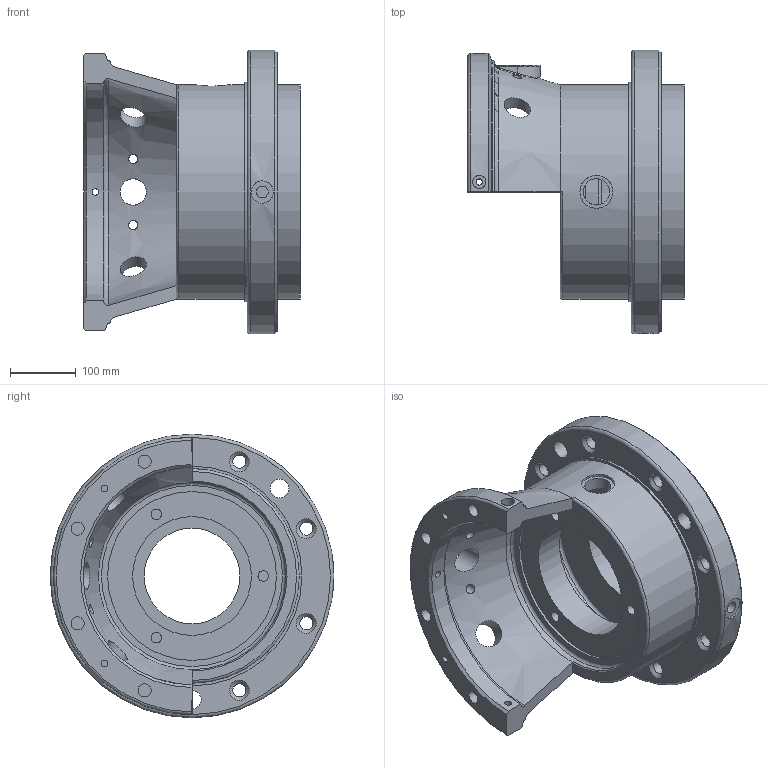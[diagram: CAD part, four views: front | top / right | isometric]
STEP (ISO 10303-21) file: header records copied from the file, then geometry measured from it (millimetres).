
FILE_DESCRIPTION(('STEP AP242'), '1');
FILE_NAME('33. Êîðïóñ êîíöåâîãî óïëîòíåíèÿ ñî ñòîðîíû âûêèäà', '', ('UNSPECIFIED'), ('UNSPECIFIED'), 'C3D Converter', 'C3D Toolkit', '');
FILE_SCHEMA(('AP242_MANAGED_MODEL_BASED_3D_ENGINEERING_MIM_LF { 1 0 10303 442 1 1 4 }'));
Length unit declared in the file: millimetre
Bounding box: 328 x 430 x 430 mm (x, y, z)
Volume: 10852589.4 mm3; surface area: 937255.4 mm2
Topology: 1 solids, 1 shells, 156 faces, 321 edges, 203 vertices
Faces by surface type: cylinder 65, plane 47, cone 25, torus 12, bspline 7
Full cylindrical faces by diameter (mm): 10 x5, 12 x4, 14 x2, 16 x3, 18 x1, 20 x15, 28 x3, 34 x9, 40 x4, 50 x1, 145 x1, 180 x1, 215 x1, 236 x1, 256 x1, 278 x1, 284 x1, 325 x2, 333 x1, 430 x1
Entity records: 7829 total; most frequent: CARTESIAN_POINT 3449, DIRECTION 652, ORIENTED_EDGE 472, EDGE_LOOP 319, AXIS2_PLACEMENT_3D 311, EDGE_CURVE 236, VERTEX_POINT 203, FACE_OUTER_BOUND 162
